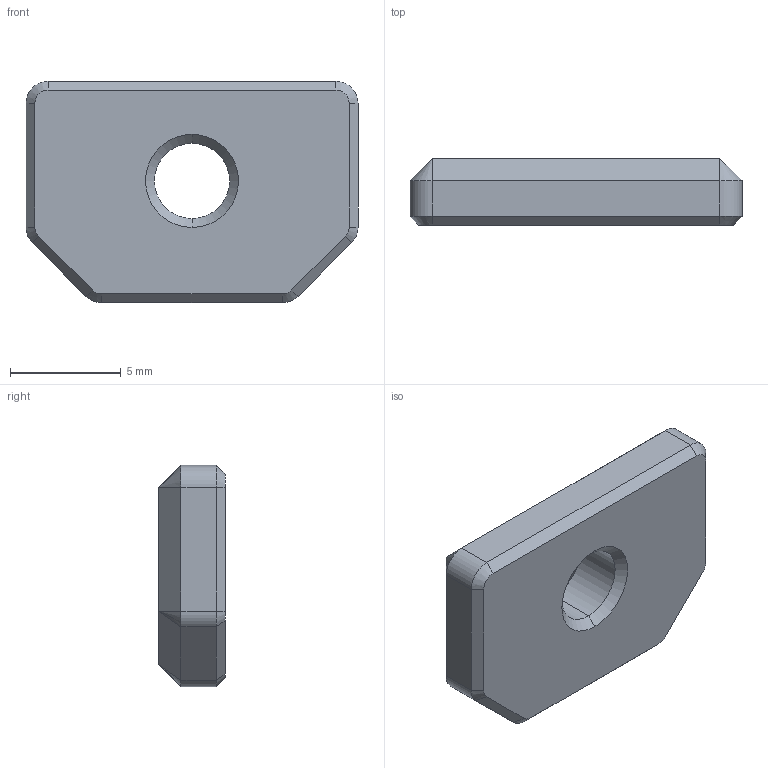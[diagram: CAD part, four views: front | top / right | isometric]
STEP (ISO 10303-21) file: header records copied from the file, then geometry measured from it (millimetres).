
FILE_DESCRIPTION (( 'STEP AP203' ), '1' );
FILE_NAME ('Railstop.STEP', '2023-04-26T11:50:05', ( '' ), ( '' ), 'SwSTEP 2.0', 'SolidWorks 2018', '' );
FILE_SCHEMA (( 'CONFIG_CONTROL_DESIGN' ));
Length unit declared in the file: millimetre
Products named in the file (1): Railstop
Bounding box: 15 x 3 x 10 mm (x, y, z)
Volume: 367.1 mm3; surface area: 387.8 mm2
Topology: 1 solids, 1 shells, 44 faces, 98 edges, 50 vertices
Faces by surface type: plane 20, cone 16, cylinder 8
Entity records: 1211 total; most frequent: DIRECTION 208, CARTESIAN_POINT 187, ORIENTED_EDGE 184, EDGE_CURVE 92, AXIS2_PLACEMENT_3D 71, LINE 66, VECTOR 66, VERTEX_POINT 50
